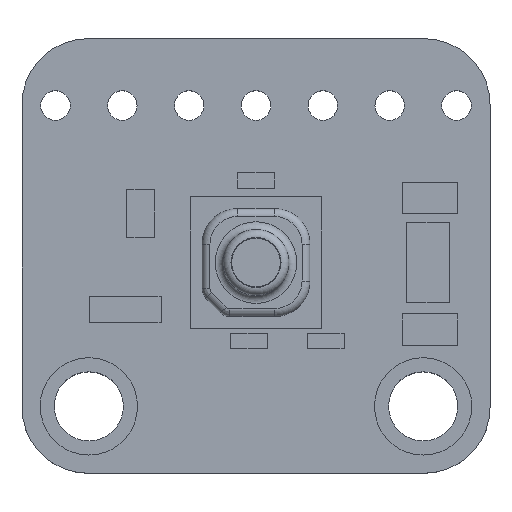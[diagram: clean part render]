
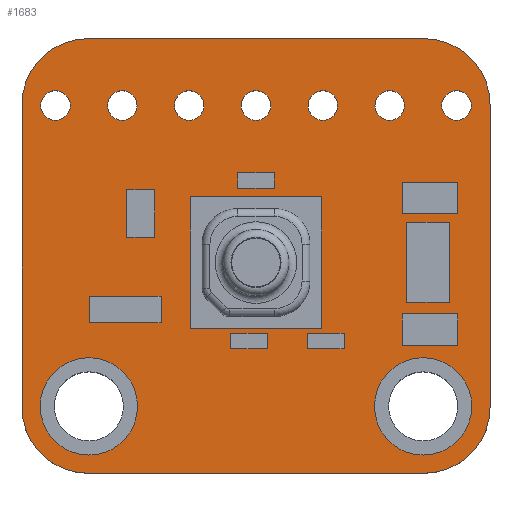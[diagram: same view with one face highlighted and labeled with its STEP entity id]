
A CAD part, top view. The second image highlights one B-rep face of the part: STEP entity #1683.
In plain terms, the highlighted planar face has unit normal (0, 0, 1).
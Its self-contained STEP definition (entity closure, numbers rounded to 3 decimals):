
#30=FACE_BOUND('',#292,.T.);
#31=FACE_BOUND('',#293,.T.);
#32=FACE_BOUND('',#294,.T.);
#33=FACE_BOUND('',#295,.T.);
#34=FACE_BOUND('',#296,.T.);
#35=FACE_BOUND('',#297,.T.);
#36=FACE_BOUND('',#298,.T.);
#37=FACE_BOUND('',#299,.T.);
#38=FACE_BOUND('',#300,.T.);
#39=FACE_BOUND('',#301,.T.);
#119=PLANE('',#1817);
#189=FACE_OUTER_BOUND('',#291,.T.);
#291=EDGE_LOOP('',(#1199,#1200,#1201,#1202,#1203,#1204,#1205,#1206));
#292=EDGE_LOOP('',(#1207));
#293=EDGE_LOOP('',(#1208,#1209));
#294=EDGE_LOOP('',(#1210,#1211));
#295=EDGE_LOOP('',(#1212,#1213));
#296=EDGE_LOOP('',(#1214,#1215));
#297=EDGE_LOOP('',(#1216,#1217));
#298=EDGE_LOOP('',(#1218,#1219));
#299=EDGE_LOOP('',(#1220,#1221));
#300=EDGE_LOOP('',(#1222,#1223,#1224,#1225));
#301=EDGE_LOOP('',(#1226));
#413=LINE('',#2504,#573);
#414=LINE('',#2508,#574);
#415=LINE('',#2512,#575);
#416=LINE('',#2515,#576);
#417=LINE('',#2546,#577);
#418=LINE('',#2548,#578);
#419=LINE('',#2550,#579);
#420=LINE('',#2551,#580);
#573=VECTOR('',#2003,10.);
#574=VECTOR('',#2006,10.);
#575=VECTOR('',#2009,10.);
#576=VECTOR('',#2012,10.);
#577=VECTOR('',#2041,10.);
#578=VECTOR('',#2042,10.);
#579=VECTOR('',#2043,10.);
#580=VECTOR('',#2044,10.);
#734=CIRCLE('',#1814,1.85);
#737=CIRCLE('',#1818,2.5);
#738=CIRCLE('',#1819,2.5);
#739=CIRCLE('',#1820,2.5);
#740=CIRCLE('',#1821,2.5);
#741=CIRCLE('',#1822,0.563);
#742=CIRCLE('',#1823,0.563);
#743=CIRCLE('',#1824,0.563);
#744=CIRCLE('',#1825,0.563);
#745=CIRCLE('',#1826,0.563);
#746=CIRCLE('',#1827,0.563);
#747=CIRCLE('',#1828,0.563);
#748=CIRCLE('',#1829,0.563);
#749=CIRCLE('',#1830,0.563);
#750=CIRCLE('',#1831,0.563);
#751=CIRCLE('',#1832,0.563);
#752=CIRCLE('',#1833,0.563);
#753=CIRCLE('',#1834,0.563);
#754=CIRCLE('',#1835,0.563);
#755=CIRCLE('',#1836,1.85);
#806=VERTEX_POINT('',#2493);
#809=VERTEX_POINT('',#2500);
#810=VERTEX_POINT('',#2501);
#811=VERTEX_POINT('',#2503);
#812=VERTEX_POINT('',#2505);
#813=VERTEX_POINT('',#2507);
#814=VERTEX_POINT('',#2509);
#815=VERTEX_POINT('',#2511);
#816=VERTEX_POINT('',#2513);
#817=VERTEX_POINT('',#2516);
#818=VERTEX_POINT('',#2517);
#819=VERTEX_POINT('',#2520);
#820=VERTEX_POINT('',#2521);
#821=VERTEX_POINT('',#2524);
#822=VERTEX_POINT('',#2525);
#823=VERTEX_POINT('',#2528);
#824=VERTEX_POINT('',#2529);
#825=VERTEX_POINT('',#2532);
#826=VERTEX_POINT('',#2533);
#827=VERTEX_POINT('',#2536);
#828=VERTEX_POINT('',#2537);
#829=VERTEX_POINT('',#2540);
#830=VERTEX_POINT('',#2541);
#831=VERTEX_POINT('',#2544);
#832=VERTEX_POINT('',#2545);
#833=VERTEX_POINT('',#2547);
#834=VERTEX_POINT('',#2549);
#835=VERTEX_POINT('',#2552);
#962=EDGE_CURVE('',#806,#806,#734,.T.);
#965=EDGE_CURVE('',#809,#810,#737,.T.);
#966=EDGE_CURVE('',#809,#811,#413,.T.);
#967=EDGE_CURVE('',#812,#811,#738,.T.);
#968=EDGE_CURVE('',#812,#813,#414,.T.);
#969=EDGE_CURVE('',#814,#813,#739,.T.);
#970=EDGE_CURVE('',#814,#815,#415,.T.);
#971=EDGE_CURVE('',#816,#815,#740,.T.);
#972=EDGE_CURVE('',#816,#810,#416,.T.);
#973=EDGE_CURVE('',#817,#818,#741,.T.);
#974=EDGE_CURVE('',#818,#817,#742,.T.);
#975=EDGE_CURVE('',#819,#820,#743,.T.);
#976=EDGE_CURVE('',#820,#819,#744,.T.);
#977=EDGE_CURVE('',#821,#822,#745,.T.);
#978=EDGE_CURVE('',#822,#821,#746,.T.);
#979=EDGE_CURVE('',#823,#824,#747,.T.);
#980=EDGE_CURVE('',#824,#823,#748,.T.);
#981=EDGE_CURVE('',#825,#826,#749,.T.);
#982=EDGE_CURVE('',#826,#825,#750,.T.);
#983=EDGE_CURVE('',#827,#828,#751,.T.);
#984=EDGE_CURVE('',#828,#827,#752,.T.);
#985=EDGE_CURVE('',#829,#830,#753,.T.);
#986=EDGE_CURVE('',#830,#829,#754,.T.);
#987=EDGE_CURVE('',#831,#832,#417,.T.);
#988=EDGE_CURVE('',#832,#833,#418,.T.);
#989=EDGE_CURVE('',#833,#834,#419,.T.);
#990=EDGE_CURVE('',#834,#831,#420,.T.);
#991=EDGE_CURVE('',#835,#835,#755,.T.);
#1199=ORIENTED_EDGE('',*,*,#965,.F.);
#1200=ORIENTED_EDGE('',*,*,#966,.T.);
#1201=ORIENTED_EDGE('',*,*,#967,.F.);
#1202=ORIENTED_EDGE('',*,*,#968,.T.);
#1203=ORIENTED_EDGE('',*,*,#969,.F.);
#1204=ORIENTED_EDGE('',*,*,#970,.T.);
#1205=ORIENTED_EDGE('',*,*,#971,.F.);
#1206=ORIENTED_EDGE('',*,*,#972,.T.);
#1207=ORIENTED_EDGE('',*,*,#962,.T.);
#1208=ORIENTED_EDGE('',*,*,#973,.T.);
#1209=ORIENTED_EDGE('',*,*,#974,.T.);
#1210=ORIENTED_EDGE('',*,*,#975,.T.);
#1211=ORIENTED_EDGE('',*,*,#976,.T.);
#1212=ORIENTED_EDGE('',*,*,#977,.T.);
#1213=ORIENTED_EDGE('',*,*,#978,.T.);
#1214=ORIENTED_EDGE('',*,*,#979,.T.);
#1215=ORIENTED_EDGE('',*,*,#980,.T.);
#1216=ORIENTED_EDGE('',*,*,#981,.T.);
#1217=ORIENTED_EDGE('',*,*,#982,.T.);
#1218=ORIENTED_EDGE('',*,*,#983,.T.);
#1219=ORIENTED_EDGE('',*,*,#984,.T.);
#1220=ORIENTED_EDGE('',*,*,#985,.T.);
#1221=ORIENTED_EDGE('',*,*,#986,.T.);
#1222=ORIENTED_EDGE('',*,*,#987,.T.);
#1223=ORIENTED_EDGE('',*,*,#988,.T.);
#1224=ORIENTED_EDGE('',*,*,#989,.T.);
#1225=ORIENTED_EDGE('',*,*,#990,.T.);
#1226=ORIENTED_EDGE('',*,*,#991,.F.);
#1683=ADVANCED_FACE('',(#189,#30,#31,#32,#33,#34,#35,#36,#37,#38,#39),#119,
 .T.);
#1814=AXIS2_PLACEMENT_3D('',#2494,#1993,#1994);
#1817=AXIS2_PLACEMENT_3D('',#2499,#1999,#2000);
#1818=AXIS2_PLACEMENT_3D('',#2502,#2001,#2002);
#1819=AXIS2_PLACEMENT_3D('',#2506,#2004,#2005);
#1820=AXIS2_PLACEMENT_3D('',#2510,#2007,#2008);
#1821=AXIS2_PLACEMENT_3D('',#2514,#2010,#2011);
#1822=AXIS2_PLACEMENT_3D('',#2518,#2013,#2014);
#1823=AXIS2_PLACEMENT_3D('',#2519,#2015,#2016);
#1824=AXIS2_PLACEMENT_3D('',#2522,#2017,#2018);
#1825=AXIS2_PLACEMENT_3D('',#2523,#2019,#2020);
#1826=AXIS2_PLACEMENT_3D('',#2526,#2021,#2022);
#1827=AXIS2_PLACEMENT_3D('',#2527,#2023,#2024);
#1828=AXIS2_PLACEMENT_3D('',#2530,#2025,#2026);
#1829=AXIS2_PLACEMENT_3D('',#2531,#2027,#2028);
#1830=AXIS2_PLACEMENT_3D('',#2534,#2029,#2030);
#1831=AXIS2_PLACEMENT_3D('',#2535,#2031,#2032);
#1832=AXIS2_PLACEMENT_3D('',#2538,#2033,#2034);
#1833=AXIS2_PLACEMENT_3D('',#2539,#2035,#2036);
#1834=AXIS2_PLACEMENT_3D('',#2542,#2037,#2038);
#1835=AXIS2_PLACEMENT_3D('',#2543,#2039,#2040);
#1836=AXIS2_PLACEMENT_3D('',#2553,#2045,#2046);
#1993=DIRECTION('center_axis',(0.,0.,-1.));
#1994=DIRECTION('ref_axis',(1.,0.,0.));
#1999=DIRECTION('center_axis',(0.,0.,1.));
#2000=DIRECTION('ref_axis',(1.,0.,0.));
#2001=DIRECTION('center_axis',(0.,0.,-1.));
#2002=DIRECTION('ref_axis',(0.707,-0.707,0.));
#2003=DIRECTION('',(0.,1.,0.));
#2004=DIRECTION('center_axis',(0.,0.,-1.));
#2005=DIRECTION('ref_axis',(0.707,0.707,0.));
#2006=DIRECTION('',(-1.,0.,0.));
#2007=DIRECTION('center_axis',(0.,0.,-1.));
#2008=DIRECTION('ref_axis',(-0.707,0.707,0.));
#2009=DIRECTION('',(0.,-1.,0.));
#2010=DIRECTION('center_axis',(0.,0.,-1.));
#2011=DIRECTION('ref_axis',(-0.707,-0.707,0.));
#2012=DIRECTION('',(1.,0.,0.));
#2013=DIRECTION('center_axis',(0.,0.,-1.));
#2014=DIRECTION('ref_axis',(1.,0.,0.));
#2015=DIRECTION('center_axis',(0.,0.,-1.));
#2016=DIRECTION('ref_axis',(1.,0.,0.));
#2017=DIRECTION('center_axis',(0.,0.,-1.));
#2018=DIRECTION('ref_axis',(1.,0.,0.));
#2019=DIRECTION('center_axis',(0.,0.,-1.));
#2020=DIRECTION('ref_axis',(1.,0.,0.));
#2021=DIRECTION('center_axis',(0.,0.,-1.));
#2022=DIRECTION('ref_axis',(1.,0.,0.));
#2023=DIRECTION('center_axis',(0.,0.,-1.));
#2024=DIRECTION('ref_axis',(1.,0.,0.));
#2025=DIRECTION('center_axis',(0.,0.,-1.));
#2026=DIRECTION('ref_axis',(1.,0.,0.));
#2027=DIRECTION('center_axis',(0.,0.,-1.));
#2028=DIRECTION('ref_axis',(1.,0.,0.));
#2029=DIRECTION('center_axis',(0.,0.,-1.));
#2030=DIRECTION('ref_axis',(1.,0.,0.));
#2031=DIRECTION('center_axis',(0.,0.,-1.));
#2032=DIRECTION('ref_axis',(1.,0.,0.));
#2033=DIRECTION('center_axis',(0.,0.,-1.));
#2034=DIRECTION('ref_axis',(1.,0.,0.));
#2035=DIRECTION('center_axis',(0.,0.,-1.));
#2036=DIRECTION('ref_axis',(1.,0.,0.));
#2037=DIRECTION('center_axis',(0.,0.,-1.));
#2038=DIRECTION('ref_axis',(1.,0.,0.));
#2039=DIRECTION('center_axis',(0.,0.,-1.));
#2040=DIRECTION('ref_axis',(1.,0.,0.));
#2041=DIRECTION('',(0.,1.,0.));
#2042=DIRECTION('',(1.,0.,0.));
#2043=DIRECTION('',(0.,-1.,0.));
#2044=DIRECTION('',(-1.,0.,0.));
#2045=DIRECTION('center_axis',(0.,0.,1.));
#2046=DIRECTION('ref_axis',(1.,0.,0.));
#2493=CARTESIAN_POINT('',(-4.5,-5.715,1.65));
#2494=CARTESIAN_POINT('Origin',(-6.35,-5.715,1.65));
#2499=CARTESIAN_POINT('Origin',(0.,0.,1.65));
#2500=CARTESIAN_POINT('',(8.89,-5.755,1.65));
#2501=CARTESIAN_POINT('',(6.39,-8.255,1.65));
#2502=CARTESIAN_POINT('Origin',(6.39,-5.755,1.65));
#2503=CARTESIAN_POINT('',(8.89,5.755,1.65));
#2504=CARTESIAN_POINT('',(8.89,8.255,1.65));
#2505=CARTESIAN_POINT('',(6.39,8.255,1.65));
#2506=CARTESIAN_POINT('Origin',(6.39,5.755,1.65));
#2507=CARTESIAN_POINT('',(-6.39,8.255,1.65));
#2508=CARTESIAN_POINT('',(-8.89,8.255,1.65));
#2509=CARTESIAN_POINT('',(-8.89,5.755,1.65));
#2510=CARTESIAN_POINT('Origin',(-6.39,5.755,1.65));
#2511=CARTESIAN_POINT('',(-8.89,-5.755,1.65));
#2512=CARTESIAN_POINT('',(-8.89,-8.255,1.65));
#2513=CARTESIAN_POINT('',(-6.39,-8.255,1.65));
#2514=CARTESIAN_POINT('Origin',(-6.39,-5.755,1.65));
#2515=CARTESIAN_POINT('',(8.89,-8.255,1.65));
#2516=CARTESIAN_POINT('',(-7.058,5.715,1.65));
#2517=CARTESIAN_POINT('',(-8.183,5.715,1.65));
#2518=CARTESIAN_POINT('Origin',(-7.62,5.715,1.65));
#2519=CARTESIAN_POINT('Origin',(-7.62,5.715,1.65));
#2520=CARTESIAN_POINT('',(-1.978,5.715,1.65));
#2521=CARTESIAN_POINT('',(-3.103,5.715,1.65));
#2522=CARTESIAN_POINT('Origin',(-2.54,5.715,1.65));
#2523=CARTESIAN_POINT('Origin',(-2.54,5.715,1.65));
#2524=CARTESIAN_POINT('',(3.103,5.715,1.65));
#2525=CARTESIAN_POINT('',(1.978,5.715,1.65));
#2526=CARTESIAN_POINT('Origin',(2.54,5.715,1.65));
#2527=CARTESIAN_POINT('Origin',(2.54,5.715,1.65));
#2528=CARTESIAN_POINT('',(8.183,5.715,1.65));
#2529=CARTESIAN_POINT('',(7.058,5.715,1.65));
#2530=CARTESIAN_POINT('Origin',(7.62,5.715,1.65));
#2531=CARTESIAN_POINT('Origin',(7.62,5.715,1.65));
#2532=CARTESIAN_POINT('',(5.643,5.715,1.65));
#2533=CARTESIAN_POINT('',(4.518,5.715,1.65));
#2534=CARTESIAN_POINT('Origin',(5.08,5.715,1.65));
#2535=CARTESIAN_POINT('Origin',(5.08,5.715,1.65));
#2536=CARTESIAN_POINT('',(0.563,5.715,1.65));
#2537=CARTESIAN_POINT('',(-0.562,5.715,1.65));
#2538=CARTESIAN_POINT('Origin',(0.,5.715,1.65));
#2539=CARTESIAN_POINT('Origin',(0.,5.715,1.65));
#2540=CARTESIAN_POINT('',(-4.518,5.715,1.65));
#2541=CARTESIAN_POINT('',(-5.643,5.715,1.65));
#2542=CARTESIAN_POINT('Origin',(-5.08,5.715,1.65));
#2543=CARTESIAN_POINT('Origin',(-5.08,5.715,1.65));
#2544=CARTESIAN_POINT('',(-2.5,-2.755,1.65));
#2545=CARTESIAN_POINT('',(-2.5,2.245,1.65));
#2546=CARTESIAN_POINT('',(-2.5,1.123,1.65));
#2547=CARTESIAN_POINT('',(2.5,2.245,1.65));
#2548=CARTESIAN_POINT('',(1.25,2.245,1.65));
#2549=CARTESIAN_POINT('',(2.5,-2.755,1.65));
#2550=CARTESIAN_POINT('',(2.5,-1.378,1.65));
#2551=CARTESIAN_POINT('',(-1.25,-2.755,1.65));
#2552=CARTESIAN_POINT('',(8.2,-5.715,1.65));
#2553=CARTESIAN_POINT('Origin',(6.35,-5.715,1.65));
